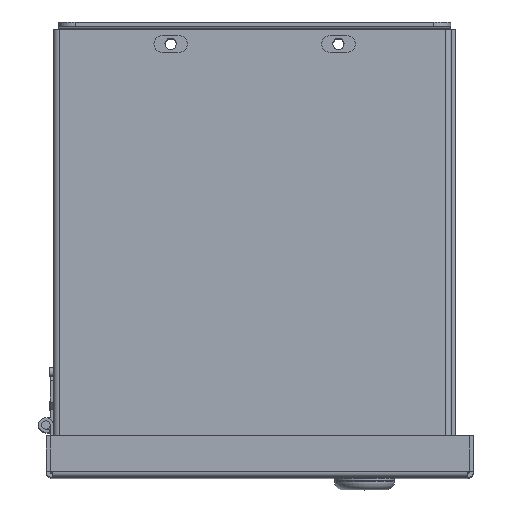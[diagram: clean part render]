
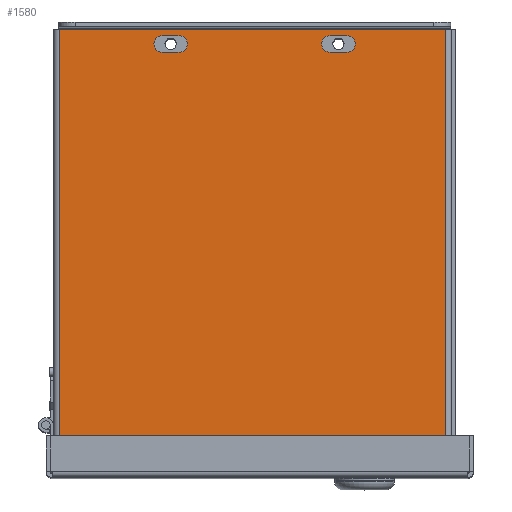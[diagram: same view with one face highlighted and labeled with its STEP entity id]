
A CAD part, top view. The second image highlights one B-rep face of the part: STEP entity #1580.
In plain terms, the highlighted planar face has unit normal (0, 0, 1).
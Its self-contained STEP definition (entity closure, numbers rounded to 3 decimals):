
#1580 = ADVANCED_FACE( '', ( #3616, #3617, #3618 ), #3619, .F. );
#3616 = FACE_BOUND( '', #10807, .T. );
#3617 = FACE_BOUND( '', #10808, .T. );
#3618 = FACE_OUTER_BOUND( '', #10809, .T. );
#3619 = PLANE( '', #10810 );
#10807 = EDGE_LOOP( '', ( #37402, #37403, #37404, #37405 ) );
#10808 = EDGE_LOOP( '', ( #37406, #37407, #37408, #37409 ) );
#10809 = EDGE_LOOP( '', ( #37410, #37411, #37412, #37413, #37414, #37415 ) );
#10810 = AXIS2_PLACEMENT_3D( '', #37416, #37417, #37418 );
#37402 = ORIENTED_EDGE( '', *, *, #43910, .T. );
#37403 = ORIENTED_EDGE( '', *, *, #43722, .T. );
#37404 = ORIENTED_EDGE( '', *, *, #44194, .T. );
#37405 = ORIENTED_EDGE( '', *, *, #44195, .T. );
#37406 = ORIENTED_EDGE( '', *, *, #44196, .T. );
#37407 = ORIENTED_EDGE( '', *, *, #44197, .T. );
#37408 = ORIENTED_EDGE( '', *, *, #43435, .T. );
#37409 = ORIENTED_EDGE( '', *, *, #44198, .T. );
#37410 = ORIENTED_EDGE( '', *, *, #44199, .T. );
#37411 = ORIENTED_EDGE( '', *, *, #44200, .T. );
#37412 = ORIENTED_EDGE( '', *, *, #44201, .T. );
#37413 = ORIENTED_EDGE( '', *, *, #44202, .F. );
#37414 = ORIENTED_EDGE( '', *, *, #44203, .F. );
#37415 = ORIENTED_EDGE( '', *, *, #44204, .T. );
#37416 = CARTESIAN_POINT( '', ( -75.438, 82.791, 101.6 ) );
#37417 = DIRECTION( '', ( 0., 0., -1. ) );
#37418 = DIRECTION( '', ( -1., 0., 0. ) );
#43435 = EDGE_CURVE( '', #46283, #46281, #46284, .T. );
#43722 = EDGE_CURVE( '', #46794, #46792, #46795, .T. );
#43910 = EDGE_CURVE( '', #47112, #46794, #47113, .T. );
#44194 = EDGE_CURVE( '', #46792, #47590, #47591, .T. );
#44195 = EDGE_CURVE( '', #47590, #47112, #47592, .T. );
#44196 = EDGE_CURVE( '', #47593, #47594, #47595, .T. );
#44197 = EDGE_CURVE( '', #47594, #46283, #47596, .T. );
#44198 = EDGE_CURVE( '', #46281, #47593, #47597, .T. );
#44199 = EDGE_CURVE( '', #47598, #47599, #47600, .T. );
#44200 = EDGE_CURVE( '', #47599, #47601, #47602, .T. );
#44201 = EDGE_CURVE( '', #47601, #47603, #47604, .T. );
#44202 = EDGE_CURVE( '', #47605, #47603, #47606, .T. );
#44203 = EDGE_CURVE( '', #47607, #47605, #47608, .T. );
#44204 = EDGE_CURVE( '', #47607, #47598, #47609, .T. );
#46281 = VERTEX_POINT( '', #50423 );
#46283 = VERTEX_POINT( '', #50426 );
#46284 = LINE( '', #50427, #50428 );
#46792 = VERTEX_POINT( '', #51561 );
#46794 = VERTEX_POINT( '', #51564 );
#46795 = CIRCLE( '', #51565, 3.175 );
#47112 = VERTEX_POINT( '', #52208 );
#47113 = LINE( '', #52209, #52210 );
#47590 = VERTEX_POINT( '', #53186 );
#47591 = LINE( '', #53187, #53188 );
#47592 = CIRCLE( '', #53189, 3.175 );
#47593 = VERTEX_POINT( '', #53190 );
#47594 = VERTEX_POINT( '', #53191 );
#47595 = LINE( '', #53192, #53193 );
#47596 = CIRCLE( '', #53194, 3.175 );
#47597 = CIRCLE( '', #53195, 3.175 );
#47598 = VERTEX_POINT( '', #53196 );
#47599 = VERTEX_POINT( '', #53197 );
#47600 = LINE( '', #53198, #53199 );
#47601 = VERTEX_POINT( '', #53200 );
#47602 = LINE( '', #53201, #53202 );
#47603 = VERTEX_POINT( '', #53203 );
#47604 = LINE( '', #53204, #53205 );
#47605 = VERTEX_POINT( '', #53206 );
#47606 = LINE( '', #53207, #53208 );
#47607 = VERTEX_POINT( '', #53209 );
#47608 = LINE( '', #53210, #53211 );
#47609 = LINE( '', #53212, #53213 );
#50423 = CARTESIAN_POINT( '', ( 29.337, 74.054, 101.6 ) );
#50426 = CARTESIAN_POINT( '', ( 35.687, 74.054, 101.6 ) );
#50427 = CARTESIAN_POINT( '', ( -75.438, 74.054, 101.6 ) );
#50428 = VECTOR( '', #59255, 1000. );
#51561 = CARTESIAN_POINT( '', ( -27.813, 74.054, 101.6 ) );
#51564 = CARTESIAN_POINT( '', ( -27.813, 80.404, 101.6 ) );
#51565 = AXIS2_PLACEMENT_3D( '', #59538, #59539, #59540 );
#52208 = CARTESIAN_POINT( '', ( -34.163, 80.404, 101.6 ) );
#52209 = CARTESIAN_POINT( '', ( -75.438, 80.404, 101.6 ) );
#52210 = VECTOR( '', #59719, 1000. );
#53186 = CARTESIAN_POINT( '', ( -34.163, 74.054, 101.6 ) );
#53187 = CARTESIAN_POINT( '', ( -75.438, 74.054, 101.6 ) );
#53188 = VECTOR( '', #59989, 1000. );
#53189 = AXIS2_PLACEMENT_3D( '', #59990, #59991, #59992 );
#53190 = CARTESIAN_POINT( '', ( 29.337, 80.404, 101.6 ) );
#53191 = CARTESIAN_POINT( '', ( 35.687, 80.404, 101.6 ) );
#53192 = CARTESIAN_POINT( '', ( -75.438, 80.404, 101.6 ) );
#53193 = VECTOR( '', #59993, 1000. );
#53194 = AXIS2_PLACEMENT_3D( '', #59994, #59995, #59996 );
#53195 = AXIS2_PLACEMENT_3D( '', #59997, #59998, #59999 );
#53196 = CARTESIAN_POINT( '', ( -73.101, -82.791, 101.6 ) );
#53197 = CARTESIAN_POINT( '', ( 66.65, -82.791, 101.6 ) );
#53198 = CARTESIAN_POINT( '', ( -75.438, -82.791, 101.6 ) );
#53199 = VECTOR( '', #60000, 1000. );
#53200 = CARTESIAN_POINT( '', ( 66.65, -79.693, 101.6 ) );
#53201 = CARTESIAN_POINT( '', ( 66.65, 82.791, 101.6 ) );
#53202 = VECTOR( '', #60001, 1000. );
#53203 = CARTESIAN_POINT( '', ( 73.101, -79.693, 101.6 ) );
#53204 = CARTESIAN_POINT( '', ( -75.438, -79.693, 101.6 ) );
#53205 = VECTOR( '', #60002, 1000. );
#53206 = CARTESIAN_POINT( '', ( 73.101, 82.791, 101.6 ) );
#53207 = CARTESIAN_POINT( '', ( 73.101, 82.791, 101.6 ) );
#53208 = VECTOR( '', #60003, 1000. );
#53209 = CARTESIAN_POINT( '', ( -73.101, 82.791, 101.6 ) );
#53210 = CARTESIAN_POINT( '', ( -75.438, 82.791, 101.6 ) );
#53211 = VECTOR( '', #60004, 1000. );
#53212 = CARTESIAN_POINT( '', ( -73.101, 82.791, 101.6 ) );
#53213 = VECTOR( '', #60005, 1000. );
#59255 = DIRECTION( '', ( -1., 0., 0. ) );
#59538 = CARTESIAN_POINT( '', ( -27.813, 77.229, 101.6 ) );
#59539 = DIRECTION( '', ( 0., 0., -1. ) );
#59540 = DIRECTION( '', ( -1., 0., 0. ) );
#59719 = DIRECTION( '', ( 1., 0., 0. ) );
#59989 = DIRECTION( '', ( -1., 0., 0. ) );
#59990 = CARTESIAN_POINT( '', ( -34.163, 77.229, 101.6 ) );
#59991 = DIRECTION( '', ( 0., 0., -1. ) );
#59992 = DIRECTION( '', ( -1., 0., 0. ) );
#59993 = DIRECTION( '', ( 1., 0., 0. ) );
#59994 = CARTESIAN_POINT( '', ( 35.687, 77.229, 101.6 ) );
#59995 = DIRECTION( '', ( 0., 0., -1. ) );
#59996 = DIRECTION( '', ( -1., 0., 0. ) );
#59997 = CARTESIAN_POINT( '', ( 29.337, 77.229, 101.6 ) );
#59998 = DIRECTION( '', ( 0., 0., -1. ) );
#59999 = DIRECTION( '', ( -1., 0., 0. ) );
#60000 = DIRECTION( '', ( 1., 0., 0. ) );
#60001 = DIRECTION( '', ( 0., 1., 0. ) );
#60002 = DIRECTION( '', ( 1., 0., 0. ) );
#60003 = DIRECTION( '', ( 0., -1., 0. ) );
#60004 = DIRECTION( '', ( 1., 0., 0. ) );
#60005 = DIRECTION( '', ( 0., -1., 0. ) );
